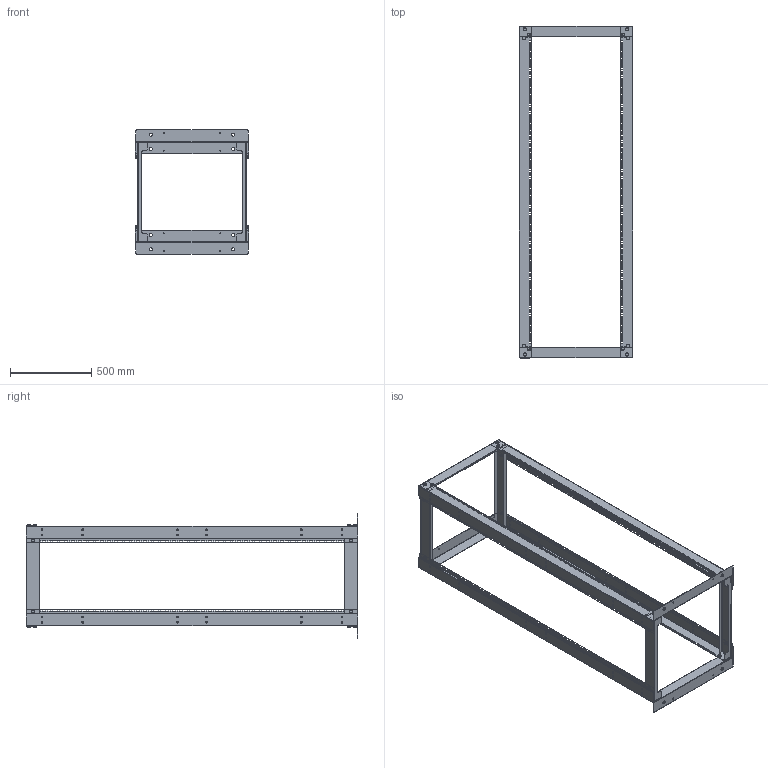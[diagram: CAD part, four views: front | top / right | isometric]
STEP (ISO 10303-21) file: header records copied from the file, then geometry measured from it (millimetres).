
FILE_DESCRIPTION (( 'STEP AP214' ), '1' );
FILE_NAME ('LC23IN4P42U-S_3D.step', '2024-03-11T20:09:45', ( '' ), ( '' ), 'SwSTEP 2.0', 'SolidWorks 2022', '' );
FILE_SCHEMA (( 'AUTOMOTIVE_DESIGN' ));
Length unit declared in the file: inch
Products named in the file (8): 10.10.030301.0017_42U_4; 1.02.03.102030838_4; 10.10.030304.0014_23Ó¢´ç_4; 1.02.01.102011000_4; 10.20.030304.0015_4; 1.02.03.102030715_4; 10.10.030304.0013_23Ó¢´ç_4; LC23IN4P42U-S_3D
Assembly tree (85 placements, depth 3):
  LC23IN4P42U-S_3D
    10.10.030301.0017_42U_4  x4
    10.20.030304.0015_4  x4
      10.10.030304.0013_23Ó¢´ç_4
    10.10.030304.0014_23Ó¢´ç_4  x4
    1.02.01.102011000_4  x24
    1.02.03.102030715_4  x24
    1.02.03.102030838_4  x24
Bounding box: 699.5 x 2044.7 x 765 mm (x, y, z)
Volume: 5376181.8 mm3; surface area: 4480311.8 mm2
Topology: 84 solids, 84 shells, 6896 faces, 19568 edges, 12864 vertices
Faces by surface type: plane 5120, cylinder 1392, cone 336, bspline 48
Entity records: 50696 total; most frequent: CARTESIAN_POINT 9046, ORIENTED_EDGE 8644, DIRECTION 7980, EDGE_CURVE 4322, LINE 3716, VECTOR 3716, VERTEX_POINT 2866, AXIS2_PLACEMENT_3D 2132
